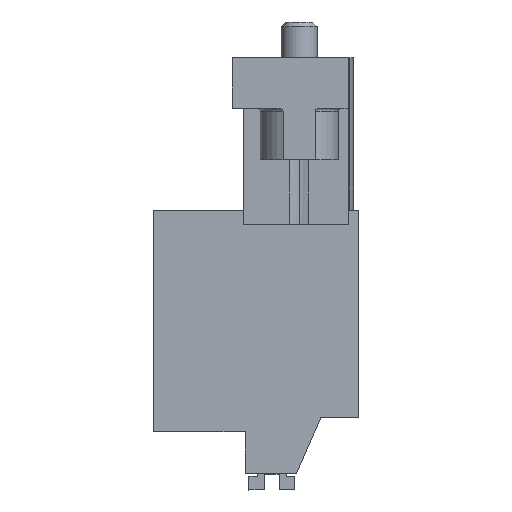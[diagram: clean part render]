
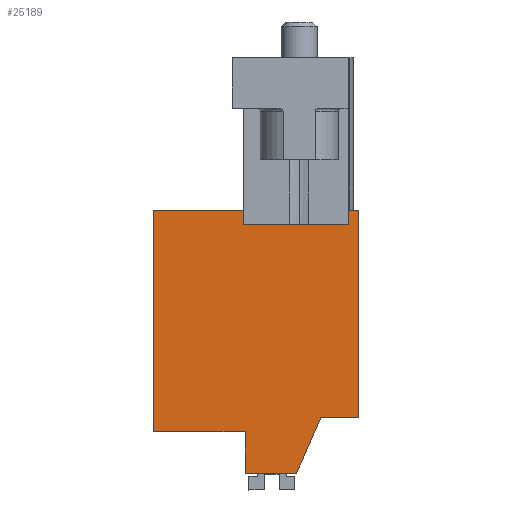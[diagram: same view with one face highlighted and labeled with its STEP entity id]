
A CAD part, left-side view. The second image highlights one B-rep face of the part: STEP entity #25189.
In plain terms, the highlighted planar face has unit normal (-1, 0, 0).
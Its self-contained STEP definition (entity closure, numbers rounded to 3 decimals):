
#25156=AXIS2_PLACEMENT_3D('Plane Axis2P3D',#25153,#25154,#25155) ;
#431=CARTESIAN_POINT('Vertex',(5.,0.,5.043)) ;
#434=CARTESIAN_POINT('Line Origine',(5.,1.3,5.043)) ;
#438=CARTESIAN_POINT('Vertex',(5.,2.6,5.043)) ;
#1291=CARTESIAN_POINT('Vertex',(5.,7.85,4.043)) ;
#1590=CARTESIAN_POINT('Vertex',(5.,7.85,1.143)) ;
#1593=CARTESIAN_POINT('Line Origine',(5.,7.85,2.593)) ;
#1823=CARTESIAN_POINT('Vertex',(5.,0.,19.383)) ;
#1826=CARTESIAN_POINT('Line Origine',(5.,0.,12.213)) ;
#2768=CARTESIAN_POINT('Vertex',(5.,14.2,4.043)) ;
#2776=CARTESIAN_POINT('Line Origine',(5.,11.025,4.043)) ;
#6177=CARTESIAN_POINT('Vertex',(5.,7.968,19.383)) ;
#6180=CARTESIAN_POINT('Line Origine',(5.,7.968,18.883)) ;
#6184=CARTESIAN_POINT('Vertex',(5.,7.968,18.383)) ;
#6271=CARTESIAN_POINT('Vertex',(5.,14.2,19.383)) ;
#6274=CARTESIAN_POINT('Line Origine',(5.,11.084,19.383)) ;
#6296=CARTESIAN_POINT('Line Origine',(5.,14.2,11.713)) ;
#7520=CARTESIAN_POINT('Vertex',(5.,0.723,19.383)) ;
#7523=CARTESIAN_POINT('Line Origine',(5.,0.361,19.383)) ;
#25127=CARTESIAN_POINT('Line Origine',(5.,3.45,3.093)) ;
#25131=CARTESIAN_POINT('Vertex',(5.,4.3,1.143)) ;
#25153=CARTESIAN_POINT('Axis2P3D Location',(5.,6.8,19.383)) ;
#25158=CARTESIAN_POINT('Line Origine',(5.,6.075,1.143)) ;
#25163=CARTESIAN_POINT('Line Origine',(5.,0.723,18.883)) ;
#25167=CARTESIAN_POINT('Vertex',(5.,0.723,18.383)) ;
#25170=CARTESIAN_POINT('Line Origine',(5.,4.345,18.383)) ;
#435=DIRECTION('Vector Direction',(0.,-1.,0.)) ;
#1594=DIRECTION('Vector Direction',(0.,0.,-1.)) ;
#1827=DIRECTION('Vector Direction',(0.,0.,1.)) ;
#2777=DIRECTION('Vector Direction',(0.,-1.,0.)) ;
#6181=DIRECTION('Vector Direction',(0.,0.,-1.)) ;
#6275=DIRECTION('Vector Direction',(0.,1.,0.)) ;
#6297=DIRECTION('Vector Direction',(0.,0.,-1.)) ;
#7524=DIRECTION('Vector Direction',(0.,1.,0.)) ;
#25128=DIRECTION('Vector Direction',(0.,-0.4,0.917)) ;
#25154=DIRECTION('Axis2P3D Direction',(-1.,0.,0.)) ;
#25155=DIRECTION('Axis2P3D XDirection',(0.,1.,0.)) ;
#25159=DIRECTION('Vector Direction',(0.,-1.,0.)) ;
#25164=DIRECTION('Vector Direction',(0.,0.,-1.)) ;
#25171=DIRECTION('Vector Direction',(0.,-1.,0.)) ;
#436=VECTOR('Line Direction',#435,1.) ;
#1595=VECTOR('Line Direction',#1594,1.) ;
#1828=VECTOR('Line Direction',#1827,1.) ;
#2778=VECTOR('Line Direction',#2777,1.) ;
#6182=VECTOR('Line Direction',#6181,1.) ;
#6276=VECTOR('Line Direction',#6275,1.) ;
#6298=VECTOR('Line Direction',#6297,1.) ;
#7525=VECTOR('Line Direction',#7524,1.) ;
#25129=VECTOR('Line Direction',#25128,1.) ;
#25160=VECTOR('Line Direction',#25159,1.) ;
#25165=VECTOR('Line Direction',#25164,1.) ;
#25172=VECTOR('Line Direction',#25171,1.) ;
#25176=ORIENTED_EDGE('',*,*,#6278,.T.) ;
#25177=ORIENTED_EDGE('',*,*,#6300,.T.) ;
#25178=ORIENTED_EDGE('',*,*,#2780,.T.) ;
#25179=ORIENTED_EDGE('',*,*,#1597,.T.) ;
#25180=ORIENTED_EDGE('',*,*,#25162,.T.) ;
#25181=ORIENTED_EDGE('',*,*,#25133,.T.) ;
#25182=ORIENTED_EDGE('',*,*,#440,.T.) ;
#25183=ORIENTED_EDGE('',*,*,#1830,.T.) ;
#25184=ORIENTED_EDGE('',*,*,#7527,.T.) ;
#25185=ORIENTED_EDGE('',*,*,#25169,.T.) ;
#25186=ORIENTED_EDGE('',*,*,#25174,.F.) ;
#25187=ORIENTED_EDGE('',*,*,#6186,.T.) ;
#25189=ADVANCED_FACE('HOUSING',(#25188),#25157,.T.) ;
#440=EDGE_CURVE('',#439,#432,#437,.T.) ;
#1597=EDGE_CURVE('',#1292,#1591,#1596,.T.) ;
#1830=EDGE_CURVE('',#432,#1824,#1829,.T.) ;
#2780=EDGE_CURVE('',#2769,#1292,#2779,.T.) ;
#6186=EDGE_CURVE('',#6185,#6178,#6183,.F.) ;
#6278=EDGE_CURVE('',#6178,#6272,#6277,.T.) ;
#6300=EDGE_CURVE('',#6272,#2769,#6299,.T.) ;
#7527=EDGE_CURVE('',#1824,#7521,#7526,.T.) ;
#25133=EDGE_CURVE('',#25132,#439,#25130,.T.) ;
#25162=EDGE_CURVE('',#1591,#25132,#25161,.T.) ;
#25169=EDGE_CURVE('',#7521,#25168,#25166,.T.) ;
#25174=EDGE_CURVE('',#6185,#25168,#25173,.T.) ;
#25175=EDGE_LOOP('',(#25176,#25177,#25178,#25179,#25180,#25181,#25182,#25183,#25184,#25185,#25186,#25187)) ;
#25188=FACE_OUTER_BOUND('',#25175,.T.) ;
#437=LINE('Line',#434,#436) ;
#1596=LINE('Line',#1593,#1595) ;
#1829=LINE('Line',#1826,#1828) ;
#2779=LINE('Line',#2776,#2778) ;
#6183=LINE('Line',#6180,#6182) ;
#6277=LINE('Line',#6274,#6276) ;
#6299=LINE('Line',#6296,#6298) ;
#7526=LINE('Line',#7523,#7525) ;
#25130=LINE('Line',#25127,#25129) ;
#25161=LINE('Line',#25158,#25160) ;
#25166=LINE('Line',#25163,#25165) ;
#25173=LINE('Line',#25170,#25172) ;
#25157=PLANE('',#25156) ;
#432=VERTEX_POINT('',#431) ;
#439=VERTEX_POINT('',#438) ;
#1292=VERTEX_POINT('',#1291) ;
#1591=VERTEX_POINT('',#1590) ;
#1824=VERTEX_POINT('',#1823) ;
#2769=VERTEX_POINT('',#2768) ;
#6178=VERTEX_POINT('',#6177) ;
#6185=VERTEX_POINT('',#6184) ;
#6272=VERTEX_POINT('',#6271) ;
#7521=VERTEX_POINT('',#7520) ;
#25132=VERTEX_POINT('',#25131) ;
#25168=VERTEX_POINT('',#25167) ;
